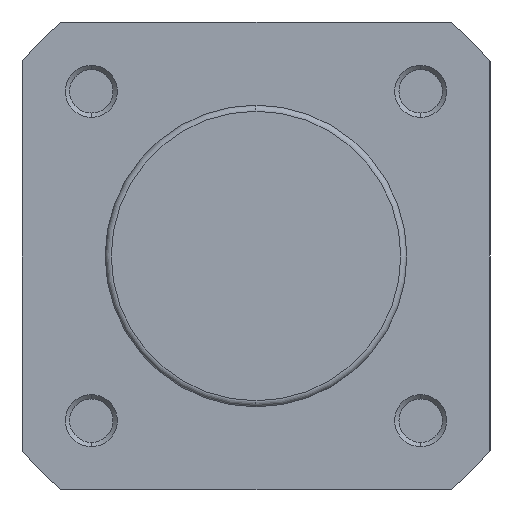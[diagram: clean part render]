
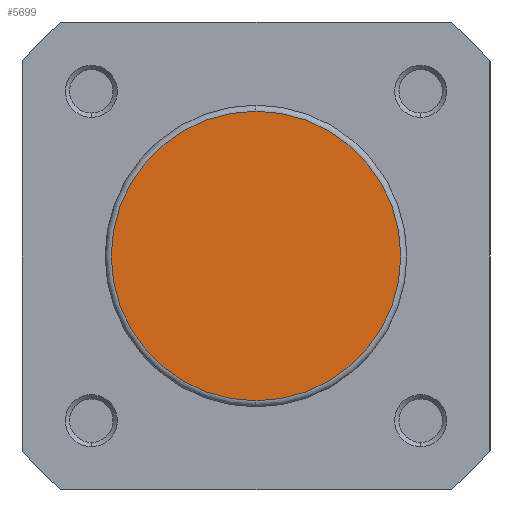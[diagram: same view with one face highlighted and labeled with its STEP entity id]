
A CAD part, left-side view. The second image highlights one B-rep face of the part: STEP entity #5699.
In plain terms, the highlighted planar face has unit normal (-1, 0, 0).
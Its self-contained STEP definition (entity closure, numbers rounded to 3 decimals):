
#194 = EDGE_CURVE ( 'NONE', #2247, #2250, #5189, .T. ) ;
#258 = EDGE_CURVE ( 'NONE', #2250, #2247, #5283, .T. ) ;
#530 = AXIS2_PLACEMENT_3D ( 'NONE', #1301, #1302, #1303 ) ;
#561 = AXIS2_PLACEMENT_3D ( 'NONE', #1454, #1461, #1462 ) ;
#696 = AXIS2_PLACEMENT_3D ( 'NONE', #2649, #2652, #2653 ) ;
#1301 = CARTESIAN_POINT ( 'NONE',  ( 0., 0., 0. ) ) ;
#1302 = DIRECTION ( 'NONE',  ( -1., 0., 0. ) ) ;
#1303 = DIRECTION ( 'NONE',  ( 0., 0., 1. ) ) ;
#1454 = CARTESIAN_POINT ( 'NONE',  ( 0., 0., 0. ) ) ;
#1461 = DIRECTION ( 'NONE',  ( -1., 0., 0. ) ) ;
#1462 = DIRECTION ( 'NONE',  ( 0., 0., 1. ) ) ;
#2247 = VERTEX_POINT ( 'NONE', #2377 ) ;
#2250 = VERTEX_POINT ( 'NONE', #2380 ) ;
#2377 = CARTESIAN_POINT ( 'NONE',  ( 0., 0., 16.7 ) ) ;
#2380 = CARTESIAN_POINT ( 'NONE',  ( 0., 0., -16.7 ) ) ;
#2649 = CARTESIAN_POINT ( 'NONE',  ( 0., -17.4, 0. ) ) ;
#2650 = PLANE ( 'NONE',  #696 ) ;
#2652 = DIRECTION ( 'NONE',  ( -1., 0., 0. ) ) ;
#2653 = DIRECTION ( 'NONE',  ( 0., 0., 1. ) ) ;
#3865 = EDGE_LOOP ( 'NONE', ( #4770, #4769 ) ) ;
#4769 = ORIENTED_EDGE ( 'NONE', *, *, #258, .T. ) ;
#4770 = ORIENTED_EDGE ( 'NONE', *, *, #194, .T. ) ;
#5189 = CIRCLE ( 'NONE', #530, 16.7 ) ;
#5283 = CIRCLE ( 'NONE', #561, 16.7 ) ;
#5699 = ADVANCED_FACE ( 'NONE', ( #5892 ), #2650, .T. ) ;
#5892 = FACE_OUTER_BOUND ( 'NONE', #3865, .T. ) ;
